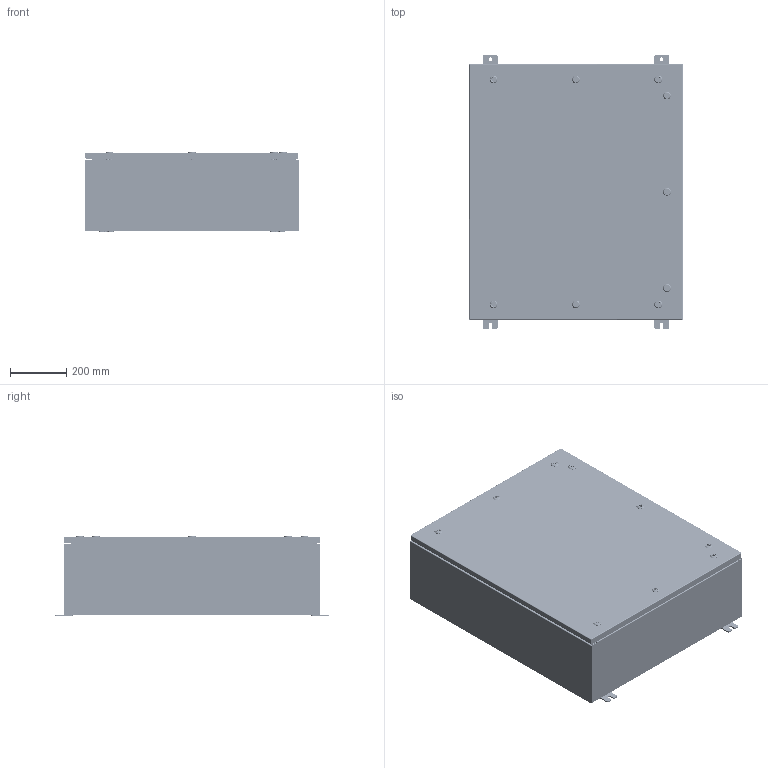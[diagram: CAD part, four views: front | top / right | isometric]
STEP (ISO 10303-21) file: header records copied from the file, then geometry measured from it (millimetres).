
FILE_DESCRIPTION (( 'STEP AP203' ), '1' );
FILE_NAME ('CHDSS6363010WP.STEP', '2014-02-24T21:00:55', ( 'changeme' ), ( 'Microsoft' ), 'SwSTEP 2.0', 'SolidWorks 2013', '' );
FILE_SCHEMA (( 'CONFIG_CONTROL_DESIGN' ));
Length unit declared in the file: inch
Products named in the file (19): CHDSS6363010WP Cover; Screw-221320-IB-Industrilas_Screw-221320-IB-Industrilas; CHDSS6363010WP Body; Insert-221320-IB-Industrilas_Insert-221320-IB-Industrilas; CHDSS6363010WP Bottom; HW-CLH-E5-8004_Cam-232112-U-Industrilas; CHDSS6363010WP Top; CHDSS6363010WP Backpanel; HW-CLH-R001-0500_2412-026240-2445-Industrilas; Concealed Hinge (Cover Side); CHDSS6363010WP Mounting Studs; CHDSS6363010WP; Concealed Hinge enclosure side; CHDSS6363010WP Mounting Feet; Housing-211301-IB-Industrilas_Housing-211301-IB-Industrilas; Quarter-20 CD Stud; Nut-211301-IB-Industrilas_Nut-211301-IB-Industrilas; CHDSS6363010WP Enclosure Stiffener; Washer-221320-IB-Industrilas_Washer-221320-IB-Industrilas
Assembly tree (35 placements, depth 3):
  CHDSS6363010WP
    CHDSS6363010WP Backpanel
    CHDSS6363010WP Mounting Studs  x6
    CHDSS6363010WP Mounting Feet  x4
    Quarter-20 CD Stud  x2
    CHDSS6363010WP Enclosure Stiffener
    CHDSS6363010WP Cover
    CHDSS6363010WP Body
    CHDSS6363010WP Bottom
    CHDSS6363010WP Top
    Concealed Hinge (Cover Side)
    Concealed Hinge enclosure side
    HW-CLH-R001-0500_2412-026240-2445-Industrilas  x9
      Housing-211301-IB-Industrilas_Housing-211301-IB-Industrilas
      Nut-211301-IB-Industrilas_Nut-211301-IB-Industrilas
      Washer-221320-IB-Industrilas_Washer-221320-IB-Industrilas
      Screw-221320-IB-Industrilas_Screw-221320-IB-Industrilas
      Insert-221320-IB-Industrilas_Insert-221320-IB-Industrilas
      HW-CLH-E5-8004_Cam-232112-U-Industrilas
Bounding box: 762 x 977.9 x 288.44 mm (x, y, z)
Volume: 6626484.2 mm3; surface area: 6475694.8 mm2
Topology: 74 solids, 74 shells, 7912 faces, 20035 edges, 12291 vertices
Faces by surface type: cylinder 2462, plane 2256, bspline 1889, cone 1078, torus 164, sphere 63
Entity records: 65447 total; most frequent: CARTESIAN_POINT 35316, ORIENTED_EDGE 6214, DIRECTION 5207, EDGE_CURVE 3107, AXIS2_PLACEMENT_3D 1922, VERTEX_POINT 1883, LINE 1363, VECTOR 1363
